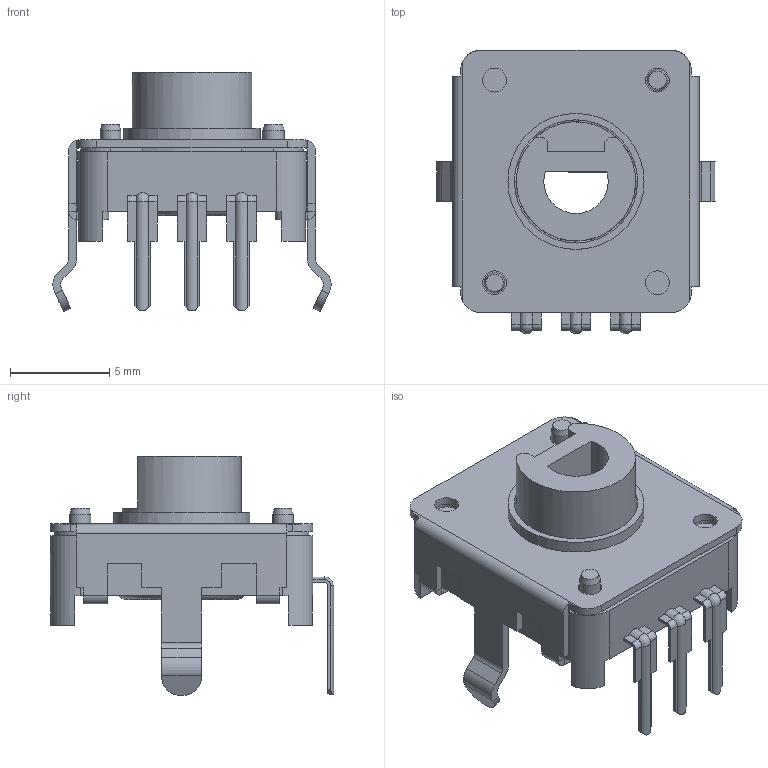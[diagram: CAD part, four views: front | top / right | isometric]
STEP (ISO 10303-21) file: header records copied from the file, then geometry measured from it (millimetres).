
FILE_DESCRIPTION((''),'2;1');
FILE_NAME('DC12K short shaft.stp','2013-10-30T15:22:59',('jia'),(''),'Autodesk Inventor 2011','Autodesk Inventor 2011','');
FILE_SCHEMA(('AUTOMOTIVE_DESIGN { 1 0 10303 214 1 1 1 1 }'));
Length unit declared in the file: millimetre
Products named in the file (1): DC12K1210301(修改)
Bounding box: 14.01 x 14.25 x 12.03 mm (x, y, z)
Volume: 565.1 mm3; surface area: 1430 mm2
Topology: 1 solids, 2 shells, 417 faces, 1167 edges, 759 vertices
Faces by surface type: plane 236, cylinder 137, bspline 38, cone 5, torus 1
Full cylindrical faces by diameter (mm): 0.6 x3, 1.031 x1, 1.067 x1, 1.2 x4, 1.3 x4, 6 x1, 6.2 x1, 6.4 x2, 6.849 x1, 10 x1, 10.6 x1, 10.8 x1
Entity records: 16138 total; most frequent: CARTESIAN_POINT 5261, ORIENTED_EDGE 2274, DIRECTION 2064, EDGE_CURVE 1137, VERTEX_POINT 756, AXIS2_PLACEMENT_3D 703, VECTOR 658, LINE 658
